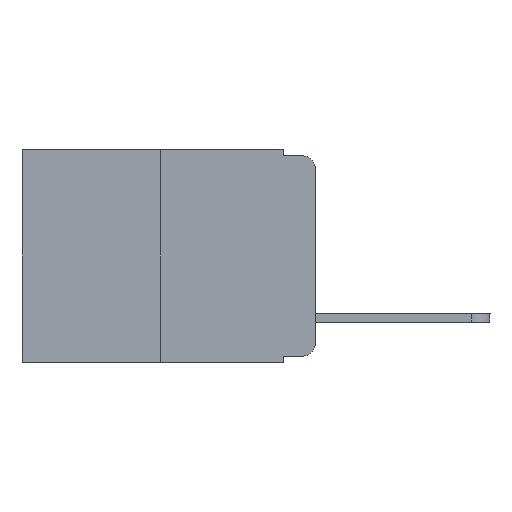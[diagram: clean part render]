
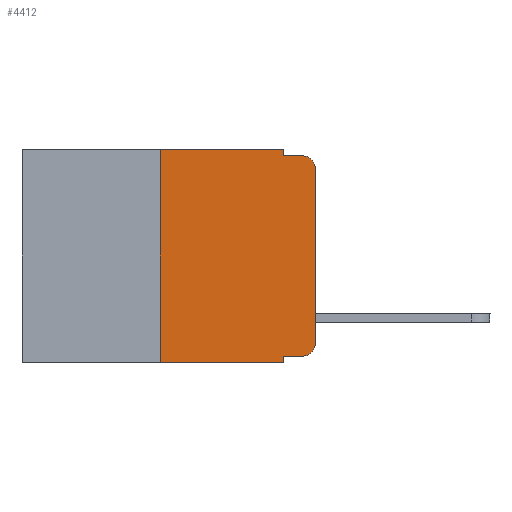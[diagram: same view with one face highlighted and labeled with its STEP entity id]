
A CAD part, left-side view. The second image highlights one B-rep face of the part: STEP entity #4412.
In plain terms, the highlighted planar face has unit normal (-1, 0, 0).
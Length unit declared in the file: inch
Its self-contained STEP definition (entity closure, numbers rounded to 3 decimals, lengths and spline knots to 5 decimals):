
#23 = CIRCLE ( 'NONE', #10029, 0.02 ) ;
#240 = VERTEX_POINT ( 'NONE', #8612 ) ;
#548 = ORIENTED_EDGE ( 'NONE', *, *, #1812, .T. ) ;
#600 = CARTESIAN_POINT ( 'NONE',  ( 0., 0., -0.313 ) ) ;
#728 = DIRECTION ( 'NONE',  ( 0., 0., -1. ) ) ;
#865 = VERTEX_POINT ( 'NONE', #9135 ) ;
#932 = LINE ( 'NONE', #2475, #3555 ) ;
#938 = ORIENTED_EDGE ( 'NONE', *, *, #7144, .T. ) ;
#1231 = VECTOR ( 'NONE', #2280, 39.37008 ) ;
#1588 = CARTESIAN_POINT ( 'NONE',  ( 0., 0.02, -0.333 ) ) ;
#1731 = EDGE_CURVE ( 'NONE', #10984, #8300, #2235, .T. ) ;
#1812 = EDGE_CURVE ( 'NONE', #11229, #9923, #23, .T. ) ;
#1819 = VECTOR ( 'NONE', #4054, 39.37008 ) ;
#2166 = EDGE_CURVE ( 'NONE', #3059, #9549, #10095, .T. ) ;
#2235 = LINE ( 'NONE', #5950, #1819 ) ;
#2237 = DIRECTION ( 'NONE',  ( 1., 0., 0. ) ) ;
#2280 = DIRECTION ( 'NONE',  ( 0., 0., -1. ) ) ;
#2324 = LINE ( 'NONE', #7595, #8110 ) ;
#2376 = CARTESIAN_POINT ( 'NONE',  ( 0., 0.25, -0.343 ) ) ;
#2397 = DIRECTION ( 'NONE',  ( -1., 0., 0. ) ) ;
#2475 = CARTESIAN_POINT ( 'NONE',  ( 0., 0., 0. ) ) ;
#2834 = CARTESIAN_POINT ( 'NONE',  ( 0., 0.473, -0.343 ) ) ;
#2876 = CIRCLE ( 'NONE', #5408, 0.02 ) ;
#2920 = CARTESIAN_POINT ( 'NONE',  ( 0., 0.473, 0. ) ) ;
#2978 = LINE ( 'NONE', #2834, #5908 ) ;
#2988 = VECTOR ( 'NONE', #9925, 39.37008 ) ;
#3059 = VERTEX_POINT ( 'NONE', #2376 ) ;
#3119 = ORIENTED_EDGE ( 'NONE', *, *, #7674, .T. ) ;
#3169 = VERTEX_POINT ( 'NONE', #3446 ) ;
#3446 = CARTESIAN_POINT ( 'NONE',  ( 0., 0.051, -0.333 ) ) ;
#3555 = VECTOR ( 'NONE', #5949, 39.37008 ) ;
#3697 = ORIENTED_EDGE ( 'NONE', *, *, #5323, .F. ) ;
#3721 = DIRECTION ( 'NONE',  ( 0., -1., 0. ) ) ;
#4054 = DIRECTION ( 'NONE',  ( 0., -1., 0. ) ) ;
#4412 = ADVANCED_FACE ( 'NONE', ( #9832 ), #5722, .F. ) ;
#4419 = ORIENTED_EDGE ( 'NONE', *, *, #5508, .T. ) ;
#4586 = ORIENTED_EDGE ( 'NONE', *, *, #7208, .F. ) ;
#4658 = CARTESIAN_POINT ( 'NONE',  ( 0., 0.051, -0.333 ) ) ;
#5144 = CARTESIAN_POINT ( 'NONE',  ( 0., 0.02, -0.313 ) ) ;
#5208 = ORIENTED_EDGE ( 'NONE', *, *, #2166, .F. ) ;
#5323 = EDGE_CURVE ( 'NONE', #3169, #240, #5943, .T. ) ;
#5371 = DIRECTION ( 'NONE',  ( 0., 0., -1. ) ) ;
#5408 = AXIS2_PLACEMENT_3D ( 'NONE', #6845, #2397, #5371 ) ;
#5508 = EDGE_CURVE ( 'NONE', #865, #8300, #2876, .T. ) ;
#5542 = CARTESIAN_POINT ( 'NONE',  ( 0., 0.051, -0.01 ) ) ;
#5634 = LINE ( 'NONE', #4658, #2988 ) ;
#5645 = VECTOR ( 'NONE', #9497, 39.37008 ) ;
#5681 = VECTOR ( 'NONE', #5712, 39.37008 ) ;
#5712 = DIRECTION ( 'NONE',  ( 0., 0., 1. ) ) ;
#5722 = PLANE ( 'NONE',  #8202 ) ;
#5908 = VECTOR ( 'NONE', #3721, 39.37008 ) ;
#5943 = LINE ( 'NONE', #11104, #1231 ) ;
#5949 = DIRECTION ( 'NONE',  ( 0., 0., 1. ) ) ;
#5950 = CARTESIAN_POINT ( 'NONE',  ( 0., 0.051, -0.01 ) ) ;
#6173 = EDGE_CURVE ( 'NONE', #9549, #7983, #7998, .T. ) ;
#6603 = CARTESIAN_POINT ( 'NONE',  ( 0., 0.473, 0. ) ) ;
#6627 = CARTESIAN_POINT ( 'NONE',  ( 0., 0.25, 0. ) ) ;
#6845 = CARTESIAN_POINT ( 'NONE',  ( 0., 0.02, -0.03 ) ) ;
#6898 = DIRECTION ( 'NONE',  ( -1., 0., 0. ) ) ;
#7144 = EDGE_CURVE ( 'NONE', #3169, #11229, #5634, .T. ) ;
#7208 = EDGE_CURVE ( 'NONE', #7983, #10984, #2324, .T. ) ;
#7358 = EDGE_CURVE ( 'NONE', #9923, #865, #932, .T. ) ;
#7372 = ORIENTED_EDGE ( 'NONE', *, *, #1731, .F. ) ;
#7595 = CARTESIAN_POINT ( 'NONE',  ( 0., 0.051, 0. ) ) ;
#7674 = EDGE_CURVE ( 'NONE', #3059, #240, #2978, .T. ) ;
#7983 = VERTEX_POINT ( 'NONE', #9176 ) ;
#7998 = LINE ( 'NONE', #2920, #5645 ) ;
#8110 = VECTOR ( 'NONE', #10156, 39.37008 ) ;
#8202 = AXIS2_PLACEMENT_3D ( 'NONE', #6603, #2237, #10152 ) ;
#8300 = VERTEX_POINT ( 'NONE', #11437 ) ;
#8612 = CARTESIAN_POINT ( 'NONE',  ( 0., 0.051, -0.343 ) ) ;
#9135 = CARTESIAN_POINT ( 'NONE',  ( 0., 0., -0.03 ) ) ;
#9176 = CARTESIAN_POINT ( 'NONE',  ( 0., 0.051, 0. ) ) ;
#9342 = CARTESIAN_POINT ( 'NONE',  ( 0., 0.25, 0. ) ) ;
#9497 = DIRECTION ( 'NONE',  ( 0., -1., 0. ) ) ;
#9549 = VERTEX_POINT ( 'NONE', #6627 ) ;
#9832 = FACE_OUTER_BOUND ( 'NONE', #11153, .T. ) ;
#9923 = VERTEX_POINT ( 'NONE', #600 ) ;
#9925 = DIRECTION ( 'NONE',  ( 0., -1., 0. ) ) ;
#10029 = AXIS2_PLACEMENT_3D ( 'NONE', #5144, #6898, #728 ) ;
#10095 = LINE ( 'NONE', #9342, #5681 ) ;
#10152 = DIRECTION ( 'NONE',  ( 0., 0., -1. ) ) ;
#10156 = DIRECTION ( 'NONE',  ( 0., 0., -1. ) ) ;
#10664 = ORIENTED_EDGE ( 'NONE', *, *, #6173, .F. ) ;
#10984 = VERTEX_POINT ( 'NONE', #5542 ) ;
#11104 = CARTESIAN_POINT ( 'NONE',  ( 0., 0.051, 0. ) ) ;
#11153 = EDGE_LOOP ( 'NONE', ( #11210, #4419, #7372, #4586, #10664, #5208, #3119, #3697, #938, #548 ) ) ;
#11210 = ORIENTED_EDGE ( 'NONE', *, *, #7358, .T. ) ;
#11229 = VERTEX_POINT ( 'NONE', #1588 ) ;
#11437 = CARTESIAN_POINT ( 'NONE',  ( 0., 0.02, -0.01 ) ) ;
